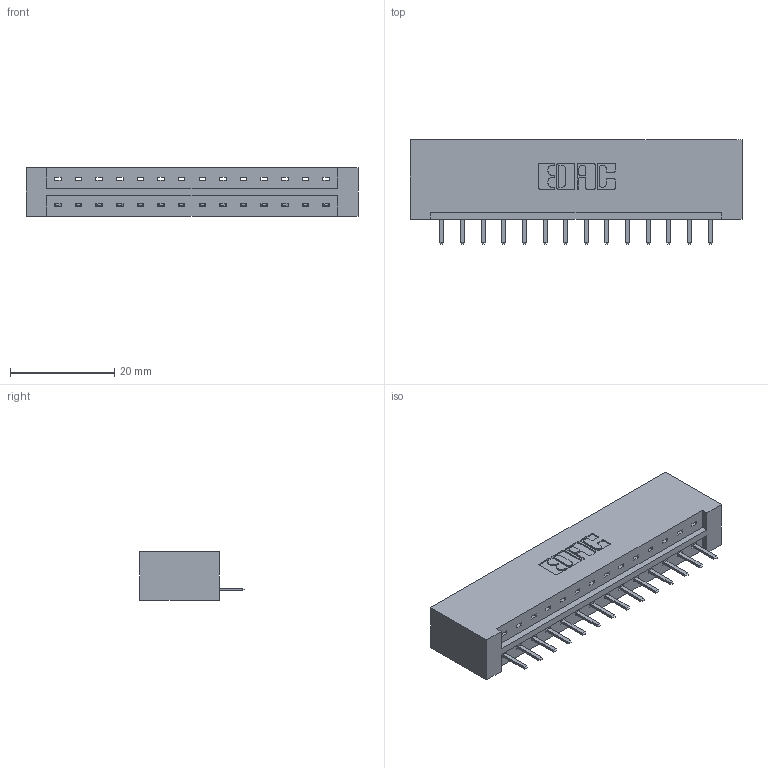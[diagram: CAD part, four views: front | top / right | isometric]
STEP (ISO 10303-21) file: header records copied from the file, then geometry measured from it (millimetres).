
FILE_DESCRIPTION (( 'STEP AP203' ), '1' );
FILE_NAME ('333-014-520-101.STEP', '2018-08-01T01:52:14', ( '' ), ( '' ), 'SwSTEP 2.0', 'SolidWorks 2016', '' );
FILE_SCHEMA (( 'CONFIG_CONTROL_DESIGN' ));
Length unit declared in the file: inch
Products named in the file (3): 333 Part_Lugless; 345-292-001_345-293-120; 333-014-520-101
Assembly tree (15 placements, depth 2):
  333-014-520-101
    333 Part_Lugless
    345-292-001_345-293-120  x14
Bounding box: 63.73 x 20.02 x 9.4 mm (x, y, z)
Volume: 6744.6 mm3; surface area: 6929.5 mm2
Topology: 15 solids, 15 shells, 974 faces, 2863 edges, 1870 vertices
Faces by surface type: plane 682, cylinder 292
Entity records: 12017 total; most frequent: CARTESIAN_POINT 2096, ORIENTED_EDGE 2034, DIRECTION 1805, EDGE_CURVE 1017, VECTOR 893, LINE 893, VERTEX_POINT 674, AXIS2_PLACEMENT_3D 456
